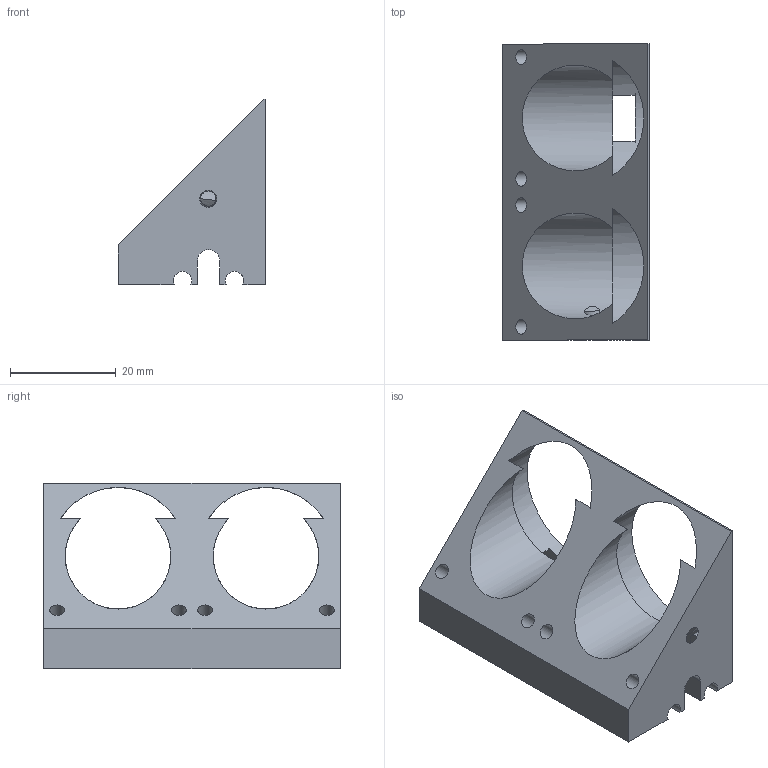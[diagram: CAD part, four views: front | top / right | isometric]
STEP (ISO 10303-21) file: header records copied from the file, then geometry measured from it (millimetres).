
FILE_DESCRIPTION(/* description */ (''),/* implementation_level */ '2;1');
FILE_NAME(/* name */ '30_Cube_Insert_Filter_Revolver_Filter_base_triple_linearmotor.ipt.step',/* time_stamp */ '2022-11-29T08:15:46+01:00',/* author */ ('diederichbenedict'),/* organization */ (''),/* preprocessor_version */ 'ST-DEVELOPER v18.1',/* originating_system */ 'Autodesk Inventor 2022',/* authorisation */ '');
FILE_SCHEMA (('AUTOMOTIVE_DESIGN { 1 0 10303 214 3 1 1 }'));
Length unit declared in the file: millimetre
Products named in the file (1): 30_Cube_Insert_Filter_Revolver_Filter_base_triple
Bounding box: 27.83 x 56 x 35 mm (x, y, z)
Volume: 16373 mm3; surface area: 9046.4 mm2
Topology: 1 solids, 1 shells, 54 faces, 134 edges, 90 vertices
Faces by surface type: plane 32, cylinder 21, cone 1
Full cylindrical faces by diameter (mm): 2.8 x14, 26 x2
Entity records: 1842 total; most frequent: CARTESIAN_POINT 450, DIRECTION 288, ORIENTED_EDGE 268, EDGE_CURVE 134, AXIS2_PLACEMENT_3D 107, VERTEX_POINT 90, LINE 74, VECTOR 74
